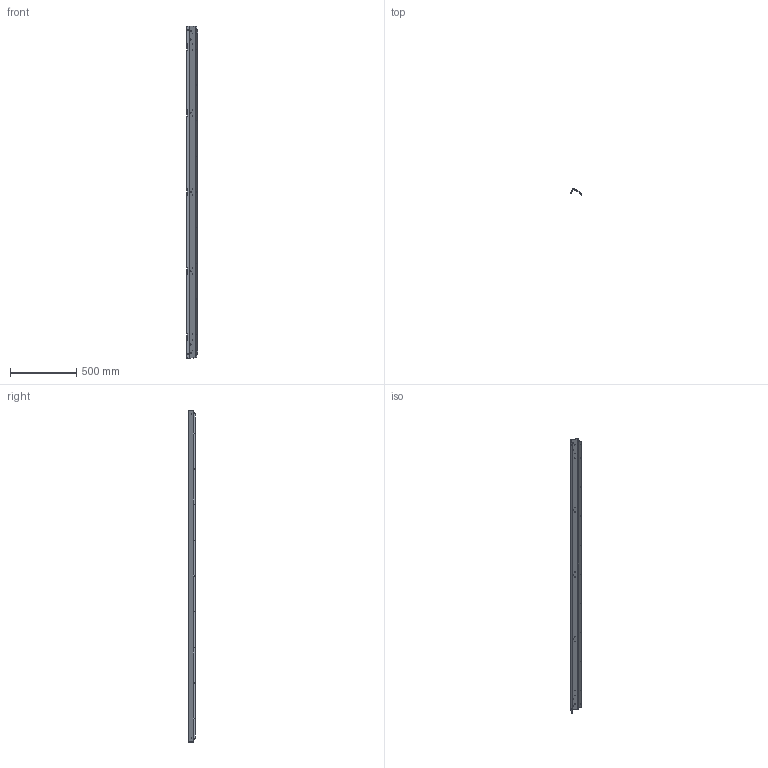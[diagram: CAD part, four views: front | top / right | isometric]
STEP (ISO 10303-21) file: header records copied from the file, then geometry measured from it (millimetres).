
FILE_DESCRIPTION (( 'STEP AP203' ), '1' );
FILE_NAME ('CV03-C-08_REV_A.step', '2025-08-17T05:17:12', ( '' ), ( '' ), 'SwSTEP 2.0', 'SolidWorks 2024', '' );
FILE_SCHEMA (( 'CONFIG_CONTROL_DESIGN' ));
Length unit declared in the file: millimetre
Products named in the file (1): CV03-C-08_REV_A
Bounding box: 83.68 x 49.35 x 2514.8 mm (x, y, z)
Volume: 896201.4 mm3; surface area: 615242.2 mm2
Topology: 1 solids, 1 shells, 170 faces, 488 edges, 320 vertices
Faces by surface type: plane 126, cylinder 44
Entity records: 5709 total; most frequent: CARTESIAN_POINT 979, ORIENTED_EDGE 976, DIRECTION 918, EDGE_CURVE 488, LINE 400, VECTOR 400, VERTEX_POINT 320, AXIS2_PLACEMENT_3D 259
